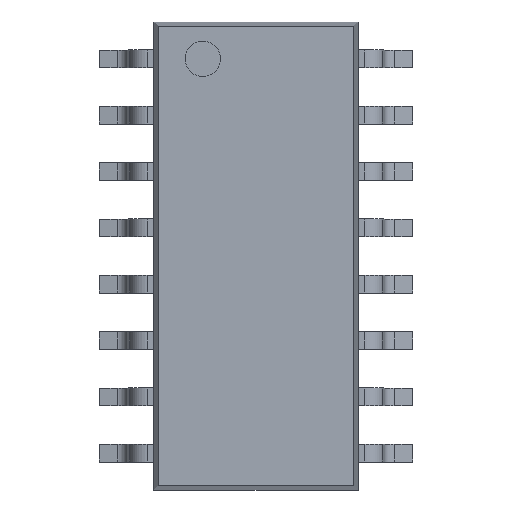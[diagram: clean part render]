
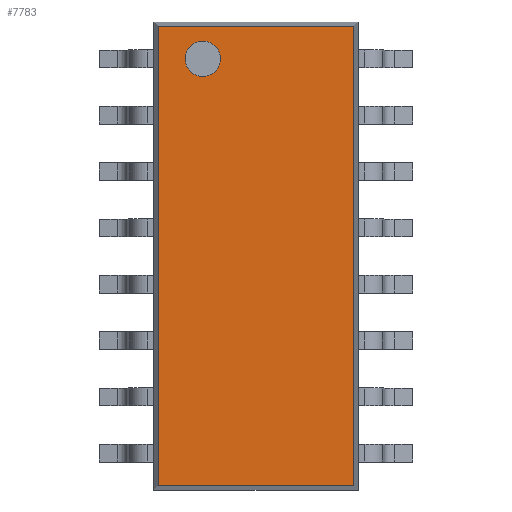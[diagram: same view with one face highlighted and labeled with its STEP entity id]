
A CAD part, top view. The second image highlights one B-rep face of the part: STEP entity #7783.
In plain terms, the highlighted planar face has unit normal (0, 0, 1).
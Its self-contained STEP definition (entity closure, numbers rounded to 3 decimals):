
#7519=CARTESIAN_POINT('',(-0.799,4.445,2.1));
#7520=VERTEX_POINT('',#7519);
#7529=CARTESIAN_POINT('',(-1.599,4.445,2.1));
#7530=VERTEX_POINT('',#7529);
#7531=CARTESIAN_POINT('',(-1.199,4.445,2.1));
#7532=DIRECTION('',(0.0,0.0,-1.0));
#7533=DIRECTION('',(1.0,0.0,0.0));
#7534=AXIS2_PLACEMENT_3D('',#7531,#7532,#7533);
#7535=CIRCLE('',#7534,0.4);
#7536=EDGE_CURVE('',#7530,#7520,#7535,.T.);
#7570=CARTESIAN_POINT('',(-1.199,4.445,2.1));
#7571=DIRECTION('',(0.0,0.0,-1.0));
#7572=DIRECTION('',(1.0,0.0,0.0));
#7573=AXIS2_PLACEMENT_3D('',#7570,#7571,#7572);
#7574=CIRCLE('',#7573,0.4);
#7575=EDGE_CURVE('',#7520,#7530,#7574,.T.);
#7692=CARTESIAN_POINT('',(-2.199,5.174,2.1));
#7693=VERTEX_POINT('',#7692);
#7700=CARTESIAN_POINT('',(2.199,5.174,2.1));
#7701=VERTEX_POINT('',#7700);
#7702=CARTESIAN_POINT('',(-2.199,5.174,2.1));
#7703=DIRECTION('',(1.0,0.0,0.0));
#7704=VECTOR('',#7703,4.397);
#7705=LINE('',#7702,#7704);
#7706=EDGE_CURVE('',#7693,#7701,#7705,.T.);
#7731=CARTESIAN_POINT('',(2.199,-5.174,2.1));
#7732=VERTEX_POINT('',#7731);
#7733=CARTESIAN_POINT('',(2.199,-5.174,2.1));
#7734=DIRECTION('',(0.0,1.0,0.0));
#7735=VECTOR('',#7734,10.348);
#7736=LINE('',#7733,#7735);
#7737=EDGE_CURVE('',#7732,#7701,#7736,.T.);
#7756=CARTESIAN_POINT('',(2.199,-5.2,2.1));
#7757=DIRECTION('',(0.0,0.0,1.0));
#7758=DIRECTION('',(1.0,0.0,0.0));
#7759=AXIS2_PLACEMENT_3D('',#7756,#7757,#7758);
#7760=PLANE('',#7759);
#7761=ORIENTED_EDGE('',*,*,#7706,.F.);
#7762=CARTESIAN_POINT('',(-2.199,-5.174,2.1));
#7763=VERTEX_POINT('',#7762);
#7764=CARTESIAN_POINT('',(-2.199,-5.174,2.1));
#7765=DIRECTION('',(0.0,1.0,0.0));
#7766=VECTOR('',#7765,10.348);
#7767=LINE('',#7764,#7766);
#7768=EDGE_CURVE('',#7763,#7693,#7767,.T.);
#7769=ORIENTED_EDGE('',*,*,#7768,.F.);
#7770=CARTESIAN_POINT('',(2.199,-5.174,2.1));
#7771=DIRECTION('',(-1.0,0.0,0.0));
#7772=VECTOR('',#7771,4.397);
#7773=LINE('',#7770,#7772);
#7774=EDGE_CURVE('',#7732,#7763,#7773,.T.);
#7775=ORIENTED_EDGE('',*,*,#7774,.F.);
#7776=ORIENTED_EDGE('',*,*,#7737,.T.);
#7777=EDGE_LOOP('',(#7761,#7769,#7775,#7776));
#7778=FACE_OUTER_BOUND('',#7777,.T.);
#7779=ORIENTED_EDGE('',*,*,#7575,.T.);
#7780=ORIENTED_EDGE('',*,*,#7536,.T.);
#7781=EDGE_LOOP('',(#7779,#7780));
#7782=FACE_BOUND('',#7781,.T.);
#7783=ADVANCED_FACE('',(#7778,#7782),#7760,.T.);
